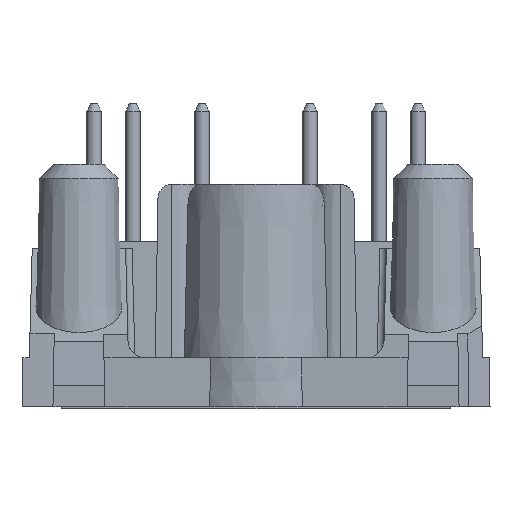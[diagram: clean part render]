
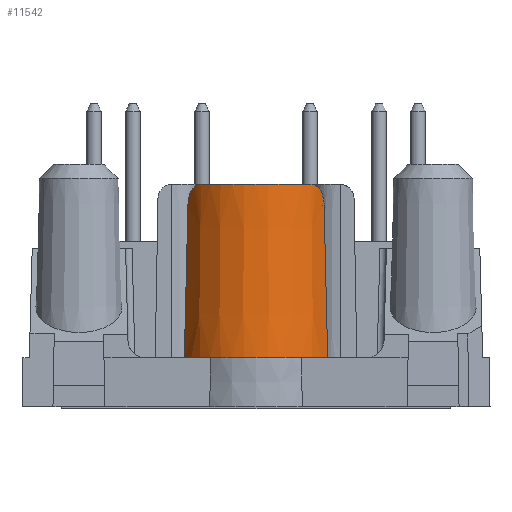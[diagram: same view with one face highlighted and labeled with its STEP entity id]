
A CAD part, left-side view. The second image highlights one B-rep face of the part: STEP entity #11542.
In plain terms, the highlighted conical face has half-angle 1 degrees and reference radius 5.5 mm.
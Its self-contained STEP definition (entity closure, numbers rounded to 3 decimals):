
#1633=B_SPLINE_CURVE_WITH_KNOTS('',3,(#15392,#15393,#15394,#15395,#15396),
 .UNSPECIFIED.,.F.,.F.,(4,1,4),(0.,0.001,0.002),
 .UNSPECIFIED.);
#1635=B_SPLINE_CURVE_WITH_KNOTS('',3,(#15412,#15413,#15414,#15415,#15416),
 .UNSPECIFIED.,.F.,.F.,(4,1,4),(0.,0.001,0.002),
 .UNSPECIFIED.);
#1636=B_SPLINE_CURVE_WITH_KNOTS('',3,(#15480,#15481,#15482,#15483),
 .UNSPECIFIED.,.F.,.F.,(4,4),(0.,0.011),.UNSPECIFIED.);
#1639=B_SPLINE_CURVE_WITH_KNOTS('',3,(#15501,#15502,#15503,#15504),
 .UNSPECIFIED.,.F.,.F.,(4,4),(0.,0.011),.UNSPECIFIED.);
#2019=CONICAL_SURFACE('',#12193,5.5,0.017);
#2317=ORIENTED_EDGE('',*,*,#4679,.T.);
#2318=ORIENTED_EDGE('',*,*,#4724,.F.);
#2319=ORIENTED_EDGE('',*,*,#4725,.F.);
#2320=ORIENTED_EDGE('',*,*,#4726,.F.);
#2321=ORIENTED_EDGE('',*,*,#4673,.F.);
#2322=ORIENTED_EDGE('',*,*,#4643,.F.);
#2323=ORIENTED_EDGE('',*,*,#4639,.T.);
#2324=ORIENTED_EDGE('',*,*,#4637,.F.);
#4637=EDGE_CURVE('',#5882,#5883,#1633,.T.);
#4639=EDGE_CURVE('',#5884,#5883,#6735,.F.);
#4643=EDGE_CURVE('',#5884,#5887,#1635,.T.);
#4673=EDGE_CURVE('',#5887,#5904,#1636,.T.);
#4679=EDGE_CURVE('',#5882,#5907,#1639,.T.);
#4724=EDGE_CURVE('',#5936,#5907,#6762,.T.);
#4725=EDGE_CURVE('',#5937,#5936,#6763,.T.);
#4726=EDGE_CURVE('',#5904,#5937,#6764,.T.);
#5882=VERTEX_POINT('',#15391);
#5883=VERTEX_POINT('',#15397);
#5884=VERTEX_POINT('',#15401);
#5887=VERTEX_POINT('',#15417);
#5904=VERTEX_POINT('',#15484);
#5907=VERTEX_POINT('',#15500);
#5936=VERTEX_POINT('',#15610);
#5937=VERTEX_POINT('',#15612);
#6735=CIRCLE('',#12123,5.29);
#6762=CIRCLE('',#12194,5.5);
#6763=CIRCLE('',#12195,5.5);
#6764=CIRCLE('',#12196,5.5);
#6996=EDGE_LOOP('',(#2317,#2318,#2319,#2320,#2321,#2322,#2323,#2324));
#7732=FACE_BOUND('',#6996,.T.);
#11542=ADVANCED_FACE('',(#7732),#2019,.T.);
#12123=AXIS2_PLACEMENT_3D('',#15400,#12990,#12991);
#12193=AXIS2_PLACEMENT_3D('',#15608,#13174,#13175);
#12194=AXIS2_PLACEMENT_3D('',#15609,#13176,#13177);
#12195=AXIS2_PLACEMENT_3D('',#15611,#13178,#13179);
#12196=AXIS2_PLACEMENT_3D('',#15613,#13180,#13181);
#12990=DIRECTION('',(0.,0.,1.));
#12991=DIRECTION('',(1.,0.,0.));
#13174=DIRECTION('',(0.,0.,-1.));
#13175=DIRECTION('',(-1.,0.,0.));
#13176=DIRECTION('',(0.,0.,-1.));
#13177=DIRECTION('',(-1.,0.,0.));
#13178=DIRECTION('',(0.,0.,-1.));
#13179=DIRECTION('',(-1.,0.,0.));
#13180=DIRECTION('',(0.,0.,-1.));
#13181=DIRECTION('',(-1.,0.,0.));
#15391=CARTESIAN_POINT('',(-29.929,4.728,13.976));
#15392=CARTESIAN_POINT('',(-29.929,4.728,13.976));
#15393=CARTESIAN_POINT('',(-29.932,4.719,14.373));
#15394=CARTESIAN_POINT('',(-30.237,4.562,15.146));
#15395=CARTESIAN_POINT('',(-30.873,4.094,15.45));
#15396=CARTESIAN_POINT('',(-31.16,3.819,15.45));
#15397=CARTESIAN_POINT('',(-31.16,3.819,15.45));
#15400=CARTESIAN_POINT('',(-27.5,0.,15.45));
#15401=CARTESIAN_POINT('',(-31.16,-3.819,15.45));
#15412=CARTESIAN_POINT('',(-31.16,-3.819,15.45));
#15413=CARTESIAN_POINT('',(-30.873,-4.094,15.45));
#15414=CARTESIAN_POINT('',(-30.239,-4.561,15.148));
#15415=CARTESIAN_POINT('',(-29.932,-4.719,14.373));
#15416=CARTESIAN_POINT('',(-29.929,-4.728,13.976));
#15417=CARTESIAN_POINT('',(-29.929,-4.728,13.976));
#15480=CARTESIAN_POINT('',(-29.929,-4.728,13.976));
#15481=CARTESIAN_POINT('',(-29.9,-4.812,10.451));
#15482=CARTESIAN_POINT('',(-29.871,-4.895,6.925));
#15483=CARTESIAN_POINT('',(-29.841,-4.977,3.4));
#15484=CARTESIAN_POINT('',(-29.841,-4.977,3.4));
#15500=CARTESIAN_POINT('',(-29.841,4.977,3.4));
#15501=CARTESIAN_POINT('',(-29.929,4.728,13.976));
#15502=CARTESIAN_POINT('',(-29.9,4.812,10.451));
#15503=CARTESIAN_POINT('',(-29.871,4.895,6.925));
#15504=CARTESIAN_POINT('',(-29.841,4.977,3.4));
#15608=CARTESIAN_POINT('',(-27.5,0.,3.4));
#15609=CARTESIAN_POINT('',(-27.5,0.,3.4));
#15610=CARTESIAN_POINT('',(-32.,3.162,3.4));
#15611=CARTESIAN_POINT('',(-27.5,0.,3.4));
#15612=CARTESIAN_POINT('',(-32.,-3.162,3.4));
#15613=CARTESIAN_POINT('',(-27.5,0.,3.4));
